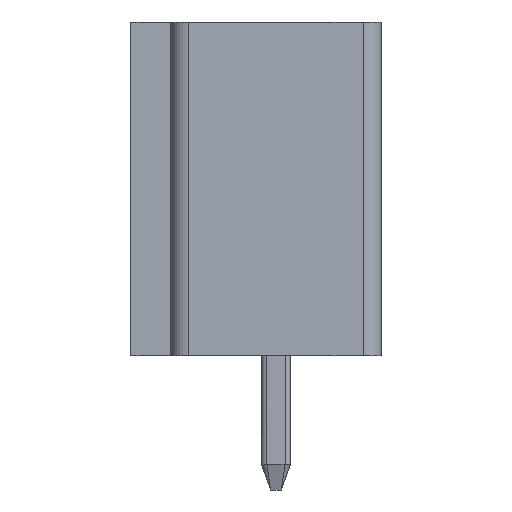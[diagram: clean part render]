
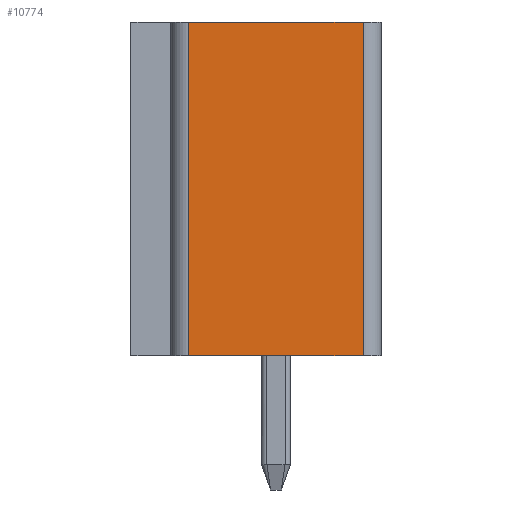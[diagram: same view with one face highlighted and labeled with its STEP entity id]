
A CAD part, left-side view. The second image highlights one B-rep face of the part: STEP entity #10774.
In plain terms, the highlighted planar face has unit normal (-1, 0, 0).
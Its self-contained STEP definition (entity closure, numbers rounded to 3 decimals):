
#9017=CARTESIAN_POINT('',(-21.418,-2.317,-8.7));
#9018=VERTEX_POINT('',#9017);
#9026=CARTESIAN_POINT('',(-21.418,2.222,-8.7));
#9027=VERTEX_POINT('',#9026);
#9028=CARTESIAN_POINT('',(-21.418,-2.317,-8.7));
#9029=DIRECTION('',(0.,1.,0.));
#9030=VECTOR('',#9029,4.539);
#9031=LINE('',#9028,#9030);
#9032=EDGE_CURVE('',#9018,#9027,#9031,.T.);
#9212=CARTESIAN_POINT('',(-21.418,2.222,0.));
#9213=VERTEX_POINT('',#9212);
#9221=CARTESIAN_POINT('',(-21.418,-2.317,0.));
#9222=VERTEX_POINT('',#9221);
#9223=CARTESIAN_POINT('',(-21.418,2.222,0.));
#9224=DIRECTION('',(0.,-1.,0.));
#9225=VECTOR('',#9224,4.539);
#9226=LINE('',#9223,#9225);
#9227=EDGE_CURVE('',#9213,#9222,#9226,.T.);
#10748=CARTESIAN_POINT('',(-21.418,-2.317,0.));
#10749=DIRECTION('',(0.,0.,-1.));
#10750=VECTOR('',#10749,8.7);
#10751=LINE('',#10748,#10750);
#10752=EDGE_CURVE('',#9222,#9018,#10751,.T.);
#10758=CARTESIAN_POINT('',(-21.418,3.735,0.));
#10759=DIRECTION('',(0.,-1.,0.));
#10760=DIRECTION('',(-1.,0.,0.));
#10761=AXIS2_PLACEMENT_3D('',#10758,#10760,#10759);
#10762=PLANE('',#10761);
#10763=ORIENTED_EDGE('',*,*,#9032,.F.);
#10764=ORIENTED_EDGE('',*,*,#10752,.F.);
#10765=ORIENTED_EDGE('',*,*,#9227,.F.);
#10766=CARTESIAN_POINT('',(-21.418,2.222,0.));
#10767=DIRECTION('',(0.,0.,-1.));
#10768=VECTOR('',#10767,8.7);
#10769=LINE('',#10766,#10768);
#10770=EDGE_CURVE('',#9213,#9027,#10769,.T.);
#10771=ORIENTED_EDGE('',*,*,#10770,.T.);
#10772=EDGE_LOOP('',(#10763,#10764,#10765,#10771));
#10773=FACE_OUTER_BOUND('',#10772,.T.);
#10774=ADVANCED_FACE('',(#10773),#10762,.T.);
